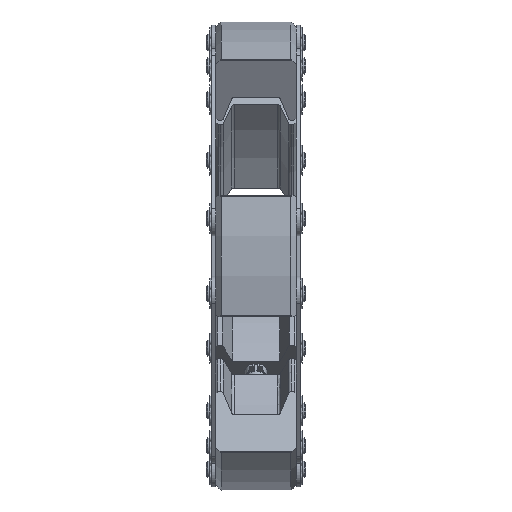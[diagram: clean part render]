
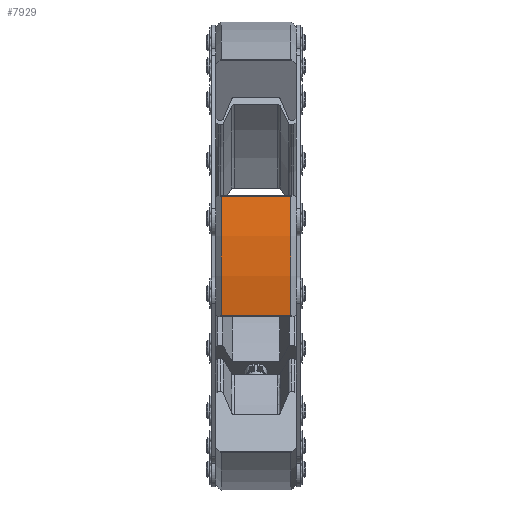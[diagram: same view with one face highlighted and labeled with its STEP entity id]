
A CAD part, front view. The second image highlights one B-rep face of the part: STEP entity #7929.
In plain terms, the highlighted cylindrical face has radius 116 mm (diameter 232 mm), a partial arc.
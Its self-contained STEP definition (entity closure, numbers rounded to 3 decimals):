
#632=LINE('',#12135,#1266);
#634=LINE('',#12150,#1268);
#1266=VECTOR('',#9655,1000.);
#1268=VECTOR('',#9659,1000.);
#2052=ORIENTED_EDGE('',*,*,#4375,.F.);
#2053=ORIENTED_EDGE('',*,*,#4382,.F.);
#2054=ORIENTED_EDGE('',*,*,#4371,.F.);
#2055=ORIENTED_EDGE('',*,*,#4376,.F.);
#4371=EDGE_CURVE('',#5537,#5534,#632,.T.);
#4375=EDGE_CURVE('',#5541,#5538,#634,.T.);
#4376=EDGE_CURVE('',#5538,#5537,#6294,.F.);
#4382=EDGE_CURVE('',#5534,#5541,#6296,.F.);
#5534=VERTEX_POINT('',#12126);
#5537=VERTEX_POINT('',#12134);
#5538=VERTEX_POINT('',#12141);
#5541=VERTEX_POINT('',#12149);
#6294=CIRCLE('',#8729,116.);
#6296=CIRCLE('',#8732,116.);
#6696=EDGE_LOOP('',(#2052,#2053,#2054,#2055));
#7242=FACE_BOUND('',#6696,.T.);
#7785=CYLINDRICAL_SURFACE('',#8731,116.);
#7929=ADVANCED_FACE('',(#7242),#7785,.T.);
#8729=AXIS2_PLACEMENT_3D('',#12152,#9662,#9663);
#8731=AXIS2_PLACEMENT_3D('',#12174,#9666,#9667);
#8732=AXIS2_PLACEMENT_3D('',#12175,#9668,#9669);
#9655=DIRECTION('',(0.,0.,-1.));
#9659=DIRECTION('',(0.,0.,1.));
#9662=DIRECTION('',(0.,0.,-1.));
#9663=DIRECTION('',(-1.,0.,0.));
#9666=DIRECTION('',(0.,0.,1.));
#9667=DIRECTION('',(-1.,0.,0.));
#9668=DIRECTION('',(0.,0.,1.));
#9669=DIRECTION('',(1.,0.,0.));
#12126=CARTESIAN_POINT('',(-22.215,113.853,-13.));
#12134=CARTESIAN_POINT('',(-22.215,113.853,13.));
#12135=CARTESIAN_POINT('',(-22.215,113.853,13.));
#12141=CARTESIAN_POINT('',(22.215,113.853,13.));
#12149=CARTESIAN_POINT('',(22.215,113.853,-13.));
#12150=CARTESIAN_POINT('',(22.215,113.853,-13.));
#12152=CARTESIAN_POINT('',(0.,0.,13.));
#12174=CARTESIAN_POINT('',(0.,0.,0.));
#12175=CARTESIAN_POINT('',(0.,0.,-13.));
